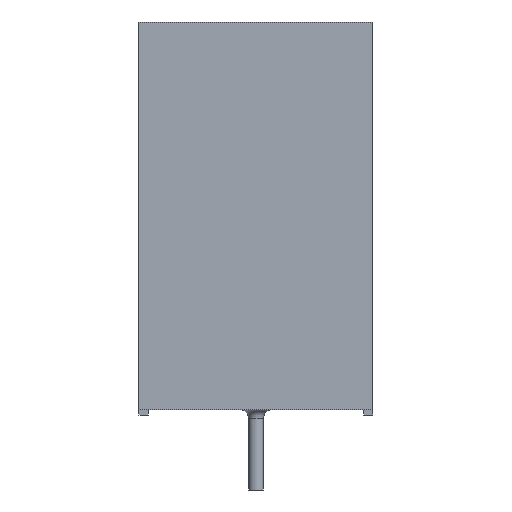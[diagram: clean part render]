
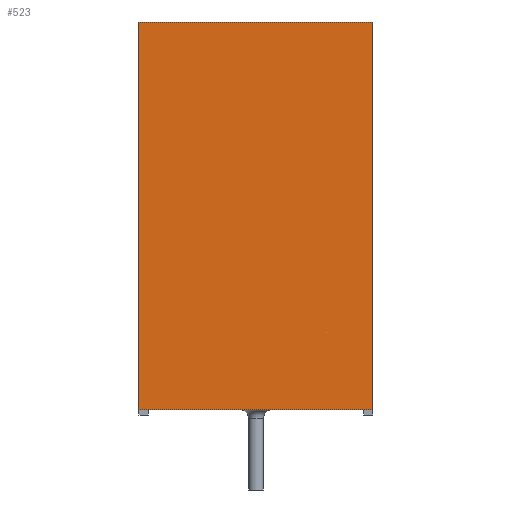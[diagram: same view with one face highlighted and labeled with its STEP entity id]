
A CAD part, left-side view. The second image highlights one B-rep face of the part: STEP entity #523.
In plain terms, the highlighted planar face has unit normal (-1, 0, 0).
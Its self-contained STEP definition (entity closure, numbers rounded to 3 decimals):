
#523 = ADVANCED_FACE( '', ( #1160 ), #1161, .F. );
#1160 = FACE_OUTER_BOUND( '', #1920, .T. );
#1161 = PLANE( '', #1921 );
#1920 = EDGE_LOOP( '', ( #3866, #3867, #3868, #3869 ) );
#1921 = AXIS2_PLACEMENT_3D( '', #3870, #3871, #3872 );
#3866 = ORIENTED_EDGE( '', *, *, #5559, .T. );
#3867 = ORIENTED_EDGE( '', *, *, #5574, .F. );
#3868 = ORIENTED_EDGE( '', *, *, #5308, .F. );
#3869 = ORIENTED_EDGE( '', *, *, #5442, .T. );
#3870 = CARTESIAN_POINT( '', ( -15.5, -6.25, 10.35 ) );
#3871 = DIRECTION( '', ( 1., 0., 0. ) );
#3872 = DIRECTION( '', ( 0., 0., -1. ) );
#5308 = EDGE_CURVE( '', #6339, #6340, #6341, .T. );
#5442 = EDGE_CURVE( '', #6339, #6546, #6548, .T. );
#5559 = EDGE_CURVE( '', #6546, #6698, #6699, .T. );
#5574 = EDGE_CURVE( '', #6340, #6698, #6720, .T. );
#6339 = VERTEX_POINT( '', #8584 );
#6340 = VERTEX_POINT( '', #8585 );
#6341 = LINE( '', #8586, #8587 );
#6546 = VERTEX_POINT( '', #9126 );
#6548 = LINE( '', #9129, #9130 );
#6698 = VERTEX_POINT( '', #9571 );
#6699 = LINE( '', #9572, #9573 );
#6720 = LINE( '', #9625, #9626 );
#8584 = CARTESIAN_POINT( '', ( -15.5, -6.25, 10.35 ) );
#8585 = CARTESIAN_POINT( '', ( -15.5, -6.25, -10.35 ) );
#8586 = CARTESIAN_POINT( '', ( -15.5, -6.25, 10.35 ) );
#8587 = VECTOR( '', #10310, 1000. );
#9126 = CARTESIAN_POINT( '', ( -15.5, 6.25, 10.35 ) );
#9129 = CARTESIAN_POINT( '', ( -15.5, -6.25, 10.35 ) );
#9130 = VECTOR( '', #10387, 1000. );
#9571 = CARTESIAN_POINT( '', ( -15.5, 6.25, -10.35 ) );
#9572 = CARTESIAN_POINT( '', ( -15.5, 6.25, 10.35 ) );
#9573 = VECTOR( '', #10438, 1000. );
#9625 = CARTESIAN_POINT( '', ( -15.5, -6.25, -10.35 ) );
#9626 = VECTOR( '', #10447, 1000. );
#10310 = DIRECTION( '', ( 0., 0., -1. ) );
#10387 = DIRECTION( '', ( 0., 1., 0. ) );
#10438 = DIRECTION( '', ( 0., 0., -1. ) );
#10447 = DIRECTION( '', ( 0., 1., 0. ) );
